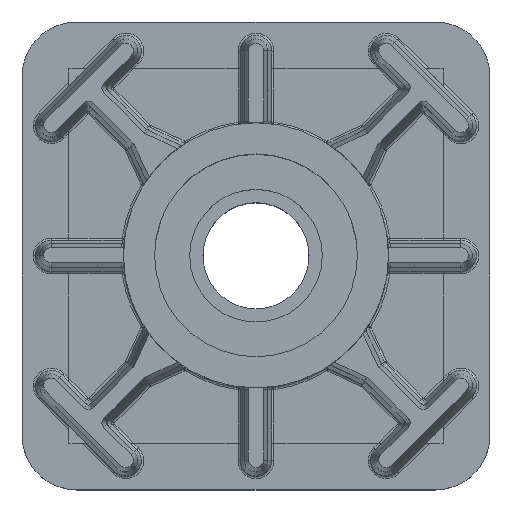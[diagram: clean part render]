
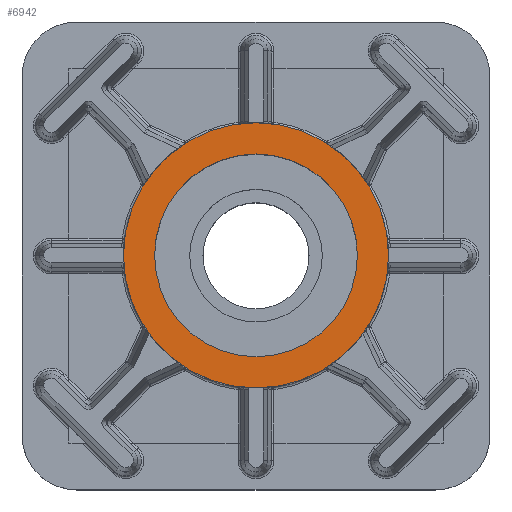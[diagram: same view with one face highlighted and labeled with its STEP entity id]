
A CAD part, top view. The second image highlights one B-rep face of the part: STEP entity #6942.
In plain terms, the highlighted planar face has unit normal (0, 0, 1).
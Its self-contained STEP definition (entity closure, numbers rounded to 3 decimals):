
#13 = FACE_OUTER_BOUND ( 'NONE', #5431, .T. ) ;
#581 = AXIS2_PLACEMENT_3D ( 'NONE', #9207, #1793, #10439 ) ;
#661 = CARTESIAN_POINT ( 'NONE',  ( 0., 0., 55. ) ) ;
#826 = CARTESIAN_POINT ( 'NONE',  ( 0., 0., 55. ) ) ;
#1151 = CARTESIAN_POINT ( 'NONE',  ( 0., 0., 55. ) ) ;
#1793 = DIRECTION ( 'NONE',  ( 0., 0., 1. ) ) ;
#1900 = DIRECTION ( 'NONE',  ( 1., 0., 0. ) ) ;
#2075 = DIRECTION ( 'NONE',  ( 1., 0., 0. ) ) ;
#2252 = VERTEX_POINT ( 'NONE', #6551 ) ;
#2364 = EDGE_CURVE ( 'NONE', #2636, #2252, #14183, .T. ) ;
#2368 = PLANE ( 'NONE',  #7289 ) ;
#2636 = VERTEX_POINT ( 'NONE', #13572 ) ;
#3007 = CARTESIAN_POINT ( 'NONE',  ( -17., 0., 55. ) ) ;
#3672 = DIRECTION ( 'NONE',  ( 0., 0., 1. ) ) ;
#3819 = ORIENTED_EDGE ( 'NONE', *, *, #2364, .F. ) ;
#3932 = EDGE_CURVE ( 'NONE', #7050, #7940, #11076, .T. ) ;
#4941 = ORIENTED_EDGE ( 'NONE', *, *, #3932, .T. ) ;
#5431 = EDGE_LOOP ( 'NONE', ( #4941, #8392 ) ) ;
#6408 = CARTESIAN_POINT ( 'NONE',  ( 0., 0., 55. ) ) ;
#6551 = CARTESIAN_POINT ( 'NONE',  ( -13., 0., 55. ) ) ;
#6940 = FACE_BOUND ( 'NONE', #10829, .T. ) ;
#6942 = ADVANCED_FACE ( 'NONE', ( #6940, #13 ), #2368, .T. ) ;
#6978 = EDGE_CURVE ( 'NONE', #7940, #7050, #15514, .T. ) ;
#7050 = VERTEX_POINT ( 'NONE', #3007 ) ;
#7209 = AXIS2_PLACEMENT_3D ( 'NONE', #6408, #14942, #7674 ) ;
#7289 = AXIS2_PLACEMENT_3D ( 'NONE', #1151, #3672, #12213 ) ;
#7674 = DIRECTION ( 'NONE',  ( 1., 0., 0. ) ) ;
#7940 = VERTEX_POINT ( 'NONE', #8080 ) ;
#8080 = CARTESIAN_POINT ( 'NONE',  ( 17., 0., 55. ) ) ;
#8392 = ORIENTED_EDGE ( 'NONE', *, *, #6978, .T. ) ;
#9207 = CARTESIAN_POINT ( 'NONE',  ( 0., 0., 55. ) ) ;
#9318 = DIRECTION ( 'NONE',  ( 0., 0., 1. ) ) ;
#9482 = DIRECTION ( 'NONE',  ( 0., 0., 1. ) ) ;
#10439 = DIRECTION ( 'NONE',  ( 1., 0., 0. ) ) ;
#10653 = ORIENTED_EDGE ( 'NONE', *, *, #11382, .F. ) ;
#10829 = EDGE_LOOP ( 'NONE', ( #10653, #3819 ) ) ;
#11076 = CIRCLE ( 'NONE', #11417, 17. ) ;
#11382 = EDGE_CURVE ( 'NONE', #2252, #2636, #12009, .T. ) ;
#11417 = AXIS2_PLACEMENT_3D ( 'NONE', #826, #9482, #2075 ) ;
#12009 = CIRCLE ( 'NONE', #581, 13. ) ;
#12213 = DIRECTION ( 'NONE',  ( 1., 0., 0. ) ) ;
#13456 = AXIS2_PLACEMENT_3D ( 'NONE', #661, #9318, #1900 ) ;
#13572 = CARTESIAN_POINT ( 'NONE',  ( 13., 0., 55. ) ) ;
#14183 = CIRCLE ( 'NONE', #13456, 13. ) ;
#14942 = DIRECTION ( 'NONE',  ( 0., 0., 1. ) ) ;
#15514 = CIRCLE ( 'NONE', #7209, 17. ) ;
